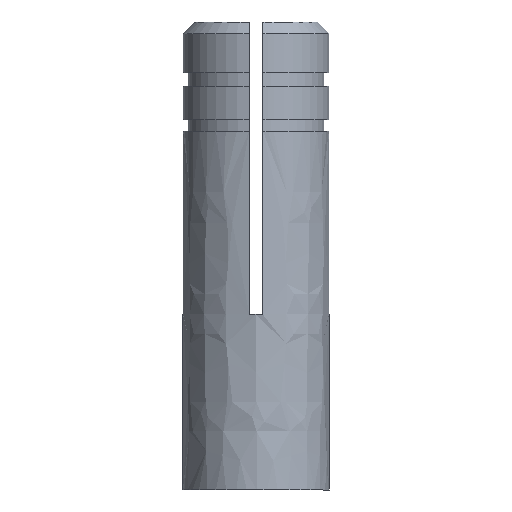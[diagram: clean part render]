
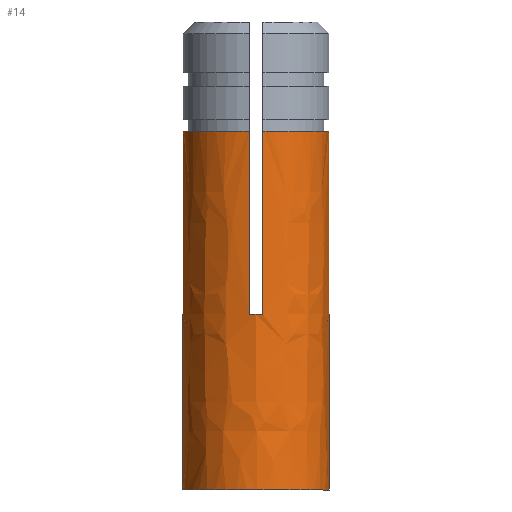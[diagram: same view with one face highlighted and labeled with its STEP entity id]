
A CAD part, front view. The second image highlights one B-rep face of the part: STEP entity #14.
In plain terms, the highlighted free-form (B-spline) face has degree [2, 1] with [5, 2] control points.
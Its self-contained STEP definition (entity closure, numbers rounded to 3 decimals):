
#14=ADVANCED_FACE('',(#80),#1116,.T.);
#80=FACE_OUTER_BOUND('',#146,.T.);
#146=EDGE_LOOP('',(#212,#213,#214,#215,#216,#217,#218,#219,#220,#221,#222,
#223));
#212=ORIENTED_EDGE('',*,*,#787,.T.);
#213=ORIENTED_EDGE('',*,*,#600,.F.);
#214=ORIENTED_EDGE('',*,*,#718,.F.);
#215=ORIENTED_EDGE('',*,*,#608,.T.);
#216=ORIENTED_EDGE('',*,*,#610,.T.);
#217=ORIENTED_EDGE('',*,*,#770,.T.);
#218=ORIENTED_EDGE('',*,*,#613,.T.);
#219=ORIENTED_EDGE('',*,*,#612,.T.);
#220=ORIENTED_EDGE('',*,*,#615,.T.);
#221=ORIENTED_EDGE('',*,*,#769,.T.);
#222=ORIENTED_EDGE('',*,*,#605,.T.);
#223=ORIENTED_EDGE('',*,*,#604,.T.);
#600=EDGE_CURVE('',#988,#1113,#920,.T.);
#604=EDGE_CURVE('',#990,#1112,#922,.T.);
#605=EDGE_CURVE('',#992,#990,#796,.T.);
#608=EDGE_CURVE('',#997,#998,#924,.T.);
#610=EDGE_CURVE('',#998,#999,#798,.T.);
#612=EDGE_CURVE('',#1001,#1002,#926,.T.);
#613=EDGE_CURVE('',#1003,#1001,#800,.T.);
#615=EDGE_CURVE('',#1002,#1005,#802,.T.);
#718=EDGE_CURVE('',#997,#988,#900,.T.);
#769=EDGE_CURVE('',#1005,#992,#982,.T.);
#770=EDGE_CURVE('',#999,#1003,#983,.T.);
#787=EDGE_CURVE('',#1112,#1113,#917,.T.);
#796=B_SPLINE_CURVE_WITH_KNOTS('',1,(#2417,#2418),.UNSPECIFIED.,.F.,.F.,
(2,2),(68.916,78.316),.UNSPECIFIED.);
#798=B_SPLINE_CURVE_WITH_KNOTS('',1,(#2430,#2431),.UNSPECIFIED.,.F.,.F.,
(2,2),(-78.316,-68.916),.UNSPECIFIED.);
#800=B_SPLINE_CURVE_WITH_KNOTS('',1,(#2437,#2438),.UNSPECIFIED.,.F.,.F.,
(2,2),(68.916,78.316),.UNSPECIFIED.);
#802=B_SPLINE_CURVE_WITH_KNOTS('',1,(#2441,#2442),.UNSPECIFIED.,.F.,.F.,
(2,2),(-78.316,-68.916),.UNSPECIFIED.);
#900=B_SPLINE_CURVE_WITH_KNOTS('',1,(#2708,#2709),.UNSPECIFIED.,.F.,.F.,
(2,2),(78.316,87.316),.UNSPECIFIED.);
#917=B_SPLINE_CURVE_WITH_KNOTS('',1,(#2898,#2899),.UNSPECIFIED.,.F.,.F.,
(2,2),(78.316,87.316),.UNSPECIFIED.);
#920=(
BOUNDED_CURVE()
B_SPLINE_CURVE(2,(#2400,#2401,#2402,#2403,#2404),.UNSPECIFIED.,.F.,.F.)
B_SPLINE_CURVE_WITH_KNOTS((3,2,3),(0.,12.989,25.979),
 .UNSPECIFIED.)
CURVE()
GEOMETRIC_REPRESENTATION_ITEM()
RATIONAL_B_SPLINE_CURVE((1.,0.707,1.,0.707,1.))
REPRESENTATION_ITEM('')
);
#922=(
BOUNDED_CURVE()
B_SPLINE_CURVE(2,(#2414,#2415,#2416),.UNSPECIFIED.,.F.,.F.)
B_SPLINE_CURVE_WITH_KNOTS((3,3),(25.206,25.979),
 .UNSPECIFIED.)
CURVE()
GEOMETRIC_REPRESENTATION_ITEM()
RATIONAL_B_SPLINE_CURVE((1.,0.999,1.))
REPRESENTATION_ITEM('')
);
#924=(
BOUNDED_CURVE()
B_SPLINE_CURVE(2,(#2424,#2425,#2426),.UNSPECIFIED.,.F.,.F.)
B_SPLINE_CURVE_WITH_KNOTS((3,3),(0.,0.773),.UNSPECIFIED.)
CURVE()
GEOMETRIC_REPRESENTATION_ITEM()
RATIONAL_B_SPLINE_CURVE((1.,0.999,1.))
REPRESENTATION_ITEM('')
);
#926=(
BOUNDED_CURVE()
B_SPLINE_CURVE(2,(#2434,#2435,#2436),.UNSPECIFIED.,.F.,.F.)
B_SPLINE_CURVE_WITH_KNOTS((3,3),(12.216,13.762),
 .UNSPECIFIED.)
CURVE()
GEOMETRIC_REPRESENTATION_ITEM()
RATIONAL_B_SPLINE_CURVE((1.,0.996,1.))
REPRESENTATION_ITEM('')
);
#982=(
BOUNDED_CURVE()
B_SPLINE_CURVE(2,(#2860,#2861,#2862),.UNSPECIFIED.,.F.,.F.)
B_SPLINE_CURVE_WITH_KNOTS((3,3),(13.762,25.206),
 .UNSPECIFIED.)
CURVE()
GEOMETRIC_REPRESENTATION_ITEM()
RATIONAL_B_SPLINE_CURVE((1.,0.77,1.))
REPRESENTATION_ITEM('')
);
#983=(
BOUNDED_CURVE()
B_SPLINE_CURVE(2,(#2863,#2864,#2865),.UNSPECIFIED.,.F.,.F.)
B_SPLINE_CURVE_WITH_KNOTS((3,3),(0.773,12.216),
 .UNSPECIFIED.)
CURVE()
GEOMETRIC_REPRESENTATION_ITEM()
RATIONAL_B_SPLINE_CURVE((1.,0.77,1.))
REPRESENTATION_ITEM('')
);
#988=VERTEX_POINT('',#2272);
#990=VERTEX_POINT('',#2274);
#992=VERTEX_POINT('',#2276);
#997=VERTEX_POINT('',#2281);
#998=VERTEX_POINT('',#2282);
#999=VERTEX_POINT('',#2283);
#1001=VERTEX_POINT('',#2285);
#1002=VERTEX_POINT('',#2286);
#1003=VERTEX_POINT('',#2287);
#1005=VERTEX_POINT('',#2289);
#1112=VERTEX_POINT('',#2396);
#1113=VERTEX_POINT('',#2397);
#1116=(
BOUNDED_SURFACE()
B_SPLINE_SURFACE(2,1,((#1306,#1307),(#1308,#1309),(#1310,#1311),(#1312,
#1313),(#1314,#1315)),.UNSPECIFIED.,.F.,.F.,.F.)
B_SPLINE_SURFACE_WITH_KNOTS((3,2,3),(2,2),(0.,12.989,25.979),
(68.916,87.316),.UNSPECIFIED.)
GEOMETRIC_REPRESENTATION_ITEM()
RATIONAL_B_SPLINE_SURFACE(((1.,1.),(0.707,0.707),
(1.,1.),(0.707,0.707),(1.,1.)))
REPRESENTATION_ITEM('')
SURFACE()
);
#1306=CARTESIAN_POINT('',(3.75,0.,18.4));
#1307=CARTESIAN_POINT('',(3.75,0.,0.));
#1308=CARTESIAN_POINT('',(3.75,-3.75,18.4));
#1309=CARTESIAN_POINT('',(3.75,-3.75,0.));
#1310=CARTESIAN_POINT('',(0.,-3.75,18.4));
#1311=CARTESIAN_POINT('',(0.,-3.75,0.));
#1312=CARTESIAN_POINT('',(-3.75,-3.75,18.4));
#1313=CARTESIAN_POINT('',(-3.75,-3.75,0.));
#1314=CARTESIAN_POINT('',(-3.75,0.,18.4));
#1315=CARTESIAN_POINT('',(-3.75,0.,0.));
#2272=CARTESIAN_POINT('',(3.75,0.,0.));
#2274=CARTESIAN_POINT('',(-3.734,-0.35,9.));
#2276=CARTESIAN_POINT('',(-3.734,-0.35,18.4));
#2281=CARTESIAN_POINT('',(3.75,0.,9.));
#2282=CARTESIAN_POINT('',(3.734,-0.35,9.));
#2283=CARTESIAN_POINT('',(3.734,-0.35,18.4));
#2285=CARTESIAN_POINT('',(0.35,-3.734,9.));
#2286=CARTESIAN_POINT('',(-0.35,-3.734,9.));
#2287=CARTESIAN_POINT('',(0.35,-3.734,18.4));
#2289=CARTESIAN_POINT('',(-0.35,-3.734,18.4));
#2396=CARTESIAN_POINT('',(-3.75,0.,9.));
#2397=CARTESIAN_POINT('',(-3.75,0.,0.));
#2400=CARTESIAN_POINT('',(3.75,0.,0.));
#2401=CARTESIAN_POINT('',(3.75,-3.75,0.));
#2402=CARTESIAN_POINT('',(0.,-3.75,0.));
#2403=CARTESIAN_POINT('',(-3.75,-3.75,0.));
#2404=CARTESIAN_POINT('',(-3.75,0.,0.));
#2414=CARTESIAN_POINT('',(-3.734,-0.35,9.));
#2415=CARTESIAN_POINT('',(-3.75,-0.175,9.));
#2416=CARTESIAN_POINT('',(-3.75,0.,9.));
#2417=CARTESIAN_POINT('',(-3.734,-0.35,18.4));
#2418=CARTESIAN_POINT('',(-3.734,-0.35,9.));
#2424=CARTESIAN_POINT('',(3.75,0.,9.));
#2425=CARTESIAN_POINT('',(3.75,-0.175,9.));
#2426=CARTESIAN_POINT('',(3.734,-0.35,9.));
#2430=CARTESIAN_POINT('',(3.734,-0.35,9.));
#2431=CARTESIAN_POINT('',(3.734,-0.35,18.4));
#2434=CARTESIAN_POINT('',(0.35,-3.734,9.));
#2435=CARTESIAN_POINT('',(0.,-3.766,9.));
#2436=CARTESIAN_POINT('',(-0.35,-3.734,9.));
#2437=CARTESIAN_POINT('',(0.35,-3.734,18.4));
#2438=CARTESIAN_POINT('',(0.35,-3.734,9.));
#2441=CARTESIAN_POINT('',(-0.35,-3.734,9.));
#2442=CARTESIAN_POINT('',(-0.35,-3.734,18.4));
#2708=CARTESIAN_POINT('',(3.75,0.,9.));
#2709=CARTESIAN_POINT('',(3.75,0.,0.));
#2860=CARTESIAN_POINT('',(-0.35,-3.734,18.4));
#2861=CARTESIAN_POINT('',(-3.444,-3.444,18.4));
#2862=CARTESIAN_POINT('',(-3.734,-0.35,18.4));
#2863=CARTESIAN_POINT('',(3.734,-0.35,18.4));
#2864=CARTESIAN_POINT('',(3.444,-3.444,18.4));
#2865=CARTESIAN_POINT('',(0.35,-3.734,18.4));
#2898=CARTESIAN_POINT('',(-3.75,0.,9.));
#2899=CARTESIAN_POINT('',(-3.75,0.,0.));
